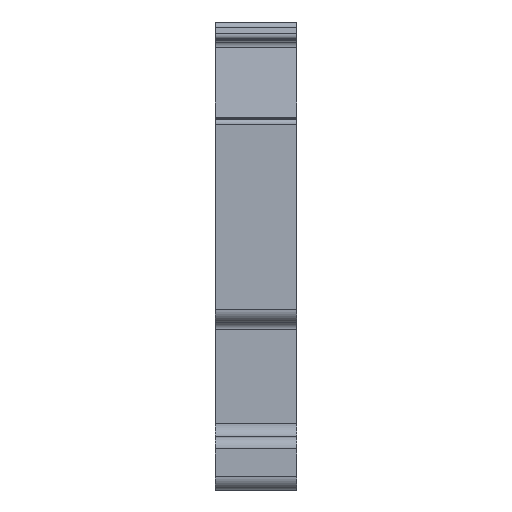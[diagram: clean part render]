
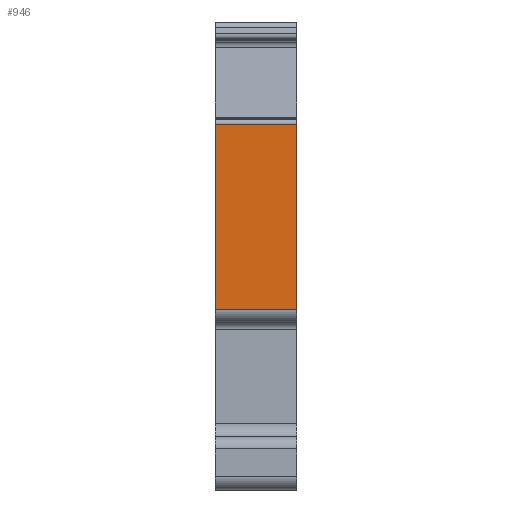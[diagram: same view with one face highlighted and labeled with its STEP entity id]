
A CAD part, left-side view. The second image highlights one B-rep face of the part: STEP entity #946.
In plain terms, the highlighted planar face has unit normal (-1, 0, 0).
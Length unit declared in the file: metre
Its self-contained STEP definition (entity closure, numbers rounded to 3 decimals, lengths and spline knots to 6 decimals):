
#946 = ADVANCED_FACE( 'NONE', ( #1928 ), #1929, .F. );
#1928 = FACE_OUTER_BOUND( '', #2928, .T. );
#1929 = PLANE( '', #2929 );
#2928 = EDGE_LOOP( '', ( #5929, #5930, #5931, #5932 ) );
#2929 = AXIS2_PLACEMENT_3D( '', #5933, #5934, #5935 );
#5929 = ORIENTED_EDGE( '', *, *, #7258, .T. );
#5930 = ORIENTED_EDGE( '', *, *, #7367, .F. );
#5931 = ORIENTED_EDGE( '', *, *, #7054, .F. );
#5932 = ORIENTED_EDGE( '', *, *, #7172, .T. );
#5933 = CARTESIAN_POINT( '', ( -0.03845, 0.00615, 0.0115 ) );
#5934 = DIRECTION( '', ( 1., 0., 0. ) );
#5935 = DIRECTION( '', ( 0., 1., 0. ) );
#7054 = EDGE_CURVE( 'NONE', #8864, #8866, #8867, .T. );
#7172 = EDGE_CURVE( 'NONE', #8864, #9018, #9020, .T. );
#7258 = EDGE_CURVE( 'NONE', #9018, #9117, #9119, .T. );
#7367 = EDGE_CURVE( 'NONE', #8866, #9117, #9238, .T. );
#8864 = VERTEX_POINT( 'NONE', #11209 );
#8866 = VERTEX_POINT( 'NONE', #11211 );
#8867 = LINE( '', #11212, #11213 );
#9018 = VERTEX_POINT( 'NONE', #11419 );
#9020 = LINE( '', #11421, #11422 );
#9117 = VERTEX_POINT( 'NONE', #11564 );
#9119 = LINE( '', #11566, #11567 );
#9238 = LINE( '', #11729, #11730 );
#11209 = CARTESIAN_POINT( '', ( -0.03845, 0.00615, -0.00245 ) );
#11211 = CARTESIAN_POINT( '', ( -0.03845, 0.00615, 0.0115 ) );
#11212 = CARTESIAN_POINT( '', ( -0.03845, 0.00615, -0.01405 ) );
#11213 = VECTOR( '', #12953, 1. );
#11419 = CARTESIAN_POINT( '', ( -0.03845, 0., -0.00245 ) );
#11421 = CARTESIAN_POINT( '', ( -0.03845, 0.00615, -0.00245 ) );
#11422 = VECTOR( '', #13111, 1. );
#11564 = CARTESIAN_POINT( '', ( -0.03845, 0., 0.0115 ) );
#11566 = CARTESIAN_POINT( '', ( -0.03845, 0., 0.0115 ) );
#11567 = VECTOR( '', #13193, 1. );
#11729 = CARTESIAN_POINT( '', ( -0.03845, 0.00615, 0.0115 ) );
#11730 = VECTOR( '', #13303, 1. );
#12953 = DIRECTION( '', ( 0., 0., 1. ) );
#13111 = DIRECTION( '', ( 0., -1., 0. ) );
#13193 = DIRECTION( '', ( 0., 0., 1. ) );
#13303 = DIRECTION( '', ( 0., -1., 0. ) );
